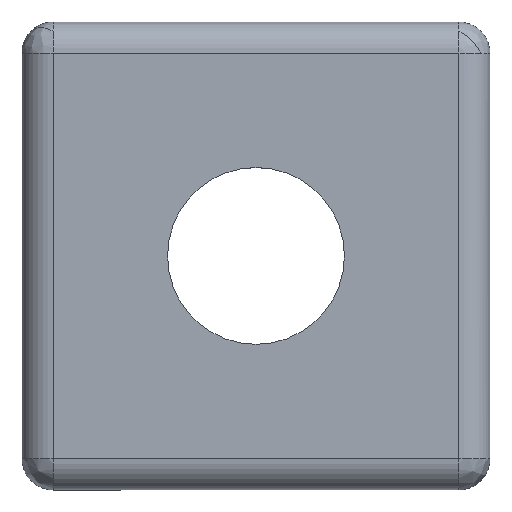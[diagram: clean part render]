
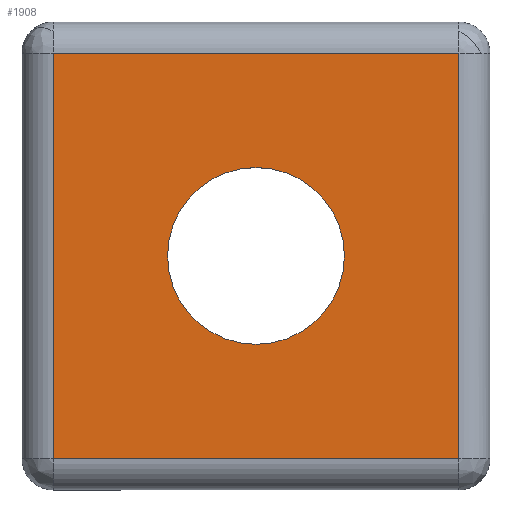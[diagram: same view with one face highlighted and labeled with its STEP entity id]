
A CAD part, top view. The second image highlights one B-rep face of the part: STEP entity #1908.
In plain terms, the highlighted planar face has unit normal (0, 0, 1).
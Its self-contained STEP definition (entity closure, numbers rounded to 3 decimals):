
#62 = LINE ( 'NONE', #376, #1205 ) ;
#176 = LINE ( 'NONE', #820, #1130 ) ;
#200 = CARTESIAN_POINT ( 'NONE',  ( -22.5, 22.5, 4. ) ) ;
#205 = PLANE ( 'NONE',  #531 ) ;
#286 = DIRECTION ( 'NONE',  ( -1., 0., 0. ) ) ;
#311 = ORIENTED_EDGE ( 'NONE', *, *, #1387, .F. ) ;
#365 = CARTESIAN_POINT ( 'NONE',  ( -8.5, 0., 4. ) ) ;
#376 = CARTESIAN_POINT ( 'NONE',  ( -22.5, 19.5, 4. ) ) ;
#449 = CARTESIAN_POINT ( 'NONE',  ( 19.5, 19.5, 4. ) ) ;
#514 = ORIENTED_EDGE ( 'NONE', *, *, #2413, .F. ) ;
#531 = AXIS2_PLACEMENT_3D ( 'NONE', #200, #2311, #2119 ) ;
#578 = EDGE_LOOP ( 'NONE', ( #1191, #1307, #1145, #514 ) ) ;
#607 = ORIENTED_EDGE ( 'NONE', *, *, #1945, .F. ) ;
#643 = VERTEX_POINT ( 'NONE', #449 ) ;
#655 = VECTOR ( 'NONE', #2054, 1000. ) ;
#700 = VERTEX_POINT ( 'NONE', #2273 ) ;
#820 = CARTESIAN_POINT ( 'NONE',  ( 19.5, 22.5, 4. ) ) ;
#849 = CARTESIAN_POINT ( 'NONE',  ( -19.5, 22.5, 4. ) ) ;
#915 = LINE ( 'NONE', #849, #655 ) ;
#955 = AXIS2_PLACEMENT_3D ( 'NONE', #1050, #1431, #286 ) ;
#968 = DIRECTION ( 'NONE',  ( 0., 0., 1. ) ) ;
#999 = EDGE_CURVE ( 'NONE', #700, #1361, #1079, .T. ) ;
#1050 = CARTESIAN_POINT ( 'NONE',  ( 0., 0., 4. ) ) ;
#1079 = LINE ( 'NONE', #2132, #2486 ) ;
#1130 = VECTOR ( 'NONE', #2342, 1000. ) ;
#1145 = ORIENTED_EDGE ( 'NONE', *, *, #1674, .F. ) ;
#1191 = ORIENTED_EDGE ( 'NONE', *, *, #1814, .F. ) ;
#1205 = VECTOR ( 'NONE', #1560, 1000. ) ;
#1307 = ORIENTED_EDGE ( 'NONE', *, *, #999, .F. ) ;
#1354 = CARTESIAN_POINT ( 'NONE',  ( 0., 0., 4. ) ) ;
#1361 = VERTEX_POINT ( 'NONE', #1623 ) ;
#1366 = DIRECTION ( 'NONE',  ( -1., 0., 0. ) ) ;
#1387 = EDGE_CURVE ( 'NONE', #2075, #2258, #2422, .T. ) ;
#1431 = DIRECTION ( 'NONE',  ( 0., 0., 1. ) ) ;
#1560 = DIRECTION ( 'NONE',  ( 1., 0., 0. ) ) ;
#1623 = CARTESIAN_POINT ( 'NONE',  ( -19.5, -19.5, 4. ) ) ;
#1657 = FACE_BOUND ( 'NONE', #1997, .T. ) ;
#1660 = FACE_OUTER_BOUND ( 'NONE', #578, .T. ) ;
#1674 = EDGE_CURVE ( 'NONE', #643, #700, #176, .T. ) ;
#1814 = EDGE_CURVE ( 'NONE', #1361, #1831, #915, .T. ) ;
#1831 = VERTEX_POINT ( 'NONE', #2389 ) ;
#1877 = AXIS2_PLACEMENT_3D ( 'NONE', #1354, #968, #1923 ) ;
#1908 = ADVANCED_FACE ( 'NONE', ( #1657, #1660 ), #205, .F. ) ;
#1923 = DIRECTION ( 'NONE',  ( -1., 0., 0. ) ) ;
#1929 = CARTESIAN_POINT ( 'NONE',  ( 8.5, 0., 4. ) ) ;
#1945 = EDGE_CURVE ( 'NONE', #2258, #2075, #2039, .T. ) ;
#1997 = EDGE_LOOP ( 'NONE', ( #607, #311 ) ) ;
#2039 = CIRCLE ( 'NONE', #1877, 8.5 ) ;
#2054 = DIRECTION ( 'NONE',  ( 0., 1., 0. ) ) ;
#2075 = VERTEX_POINT ( 'NONE', #1929 ) ;
#2119 = DIRECTION ( 'NONE',  ( -1., 0., 0. ) ) ;
#2132 = CARTESIAN_POINT ( 'NONE',  ( -22.5, -19.5, 4. ) ) ;
#2258 = VERTEX_POINT ( 'NONE', #365 ) ;
#2273 = CARTESIAN_POINT ( 'NONE',  ( 19.5, -19.5, 4. ) ) ;
#2311 = DIRECTION ( 'NONE',  ( 0., 0., -1. ) ) ;
#2342 = DIRECTION ( 'NONE',  ( 0., -1., 0. ) ) ;
#2389 = CARTESIAN_POINT ( 'NONE',  ( -19.5, 19.5, 4. ) ) ;
#2413 = EDGE_CURVE ( 'NONE', #1831, #643, #62, .T. ) ;
#2422 = CIRCLE ( 'NONE', #955, 8.5 ) ;
#2486 = VECTOR ( 'NONE', #1366, 1000. ) ;
